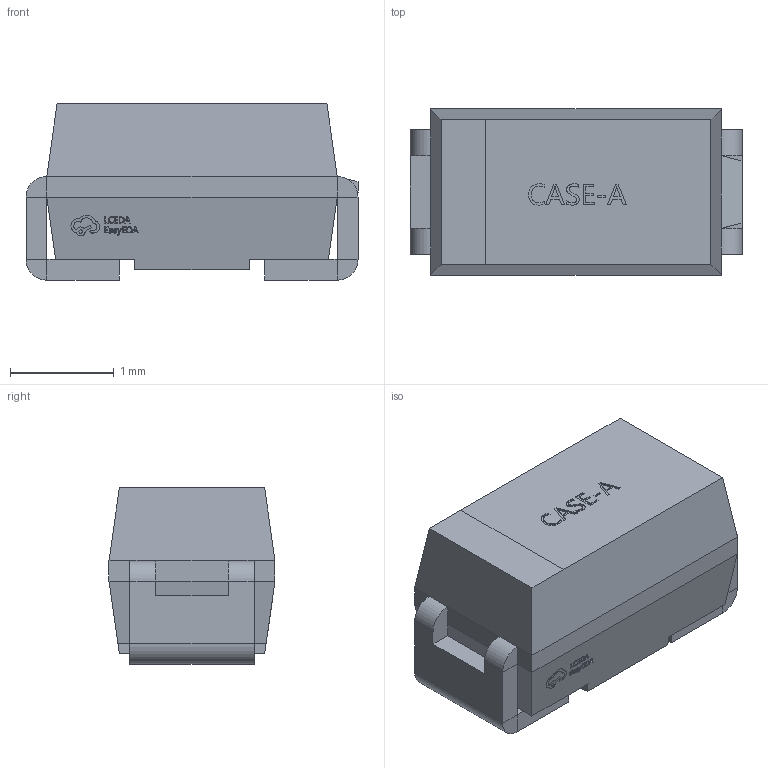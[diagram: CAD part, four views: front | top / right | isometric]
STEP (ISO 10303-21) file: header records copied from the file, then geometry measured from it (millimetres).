
FILE_DESCRIPTION(/* description */ (''),/* implementation_level */ '2;1');
FILE_NAME(/* name */ 'CASE-A-3216.step',/* time_stamp */ '2022-10-03T19:25:10+08:00',/* author */ (''),/* organization */ (''),/* preprocessor_version */ 'ST-DEVELOPER v19',/* originating_system */ 'Autodesk Translation Framework v11.7.0.108',/* authorisation */ '');
FILE_SCHEMA (('AUTOMOTIVE_DESIGN { 1 0 10303 214 3 1 1 }'));
Length unit declared in the file: millimetre
Products named in the file (3): C18; CASE-A_3216; COMPOUND (11)
Assembly tree (2 placements, depth 3):
  C18
    CASE-A_3216
      COMPOUND (11)
Bounding box: 3.2 x 1.6 x 1.7 mm (x, y, z)
Volume: 7.1 mm3; surface area: 27.4 mm2
Topology: 2 solids, 2 shells, 421 faces, 1125 edges, 734 vertices
Faces by surface type: plane 279, bspline 136, cylinder 6
Entity records: 15857 total; most frequent: CARTESIAN_POINT 5787, ORIENTED_EDGE 2250, DIRECTION 1609, EDGE_CURVE 1125, LINE 841, VECTOR 841, VERTEX_POINT 734, EDGE_LOOP 455
